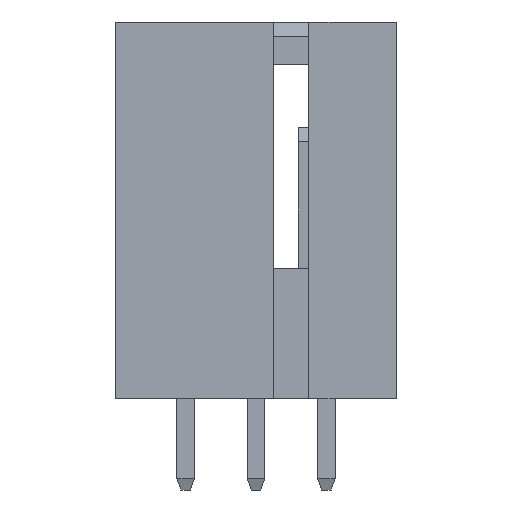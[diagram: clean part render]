
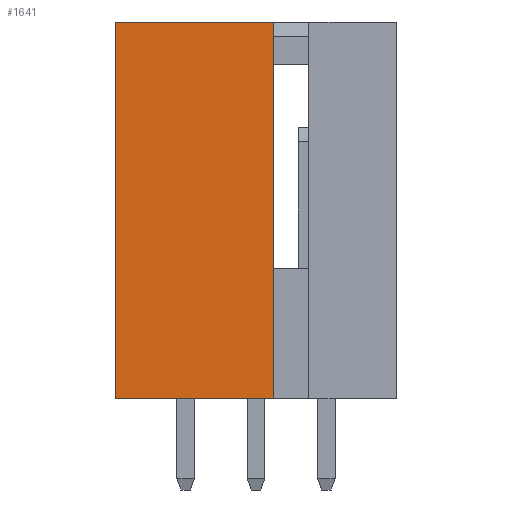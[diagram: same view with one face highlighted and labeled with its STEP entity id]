
A CAD part, front view. The second image highlights one B-rep face of the part: STEP entity #1641.
In plain terms, the highlighted planar face has unit normal (0, -1, 0).
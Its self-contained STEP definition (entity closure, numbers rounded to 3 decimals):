
#6 = ORIENTED_EDGE ( 'NONE', *, *, #1447, .F. ) ;
#70 = CARTESIAN_POINT ( 'NONE',  ( -5.08, -2.54, 0. ) ) ;
#76 = DIRECTION ( 'NONE',  ( 0., -1., 0. ) ) ;
#135 = DIRECTION ( 'NONE',  ( -1., 0., 0. ) ) ;
#190 = LINE ( 'NONE', #3217, #910 ) ;
#225 = EDGE_CURVE ( 'NONE', #1496, #3829, #962, .T. ) ;
#381 = AXIS2_PLACEMENT_3D ( 'NONE', #70, #76, #1924 ) ;
#910 = VECTOR ( 'NONE', #135, 1000. ) ;
#962 = LINE ( 'NONE', #3830, #2605 ) ;
#992 = CARTESIAN_POINT ( 'NONE',  ( 0.635, -2.54, -13.589 ) ) ;
#1225 = CARTESIAN_POINT ( 'NONE',  ( -5.08, -2.54, 0. ) ) ;
#1257 = ORIENTED_EDGE ( 'NONE', *, *, #3625, .T. ) ;
#1306 = VERTEX_POINT ( 'NONE', #992 ) ;
#1447 = EDGE_CURVE ( 'NONE', #1306, #3829, #190, .T. ) ;
#1496 = VERTEX_POINT ( 'NONE', #2267 ) ;
#1575 = VERTEX_POINT ( 'NONE', #1638 ) ;
#1638 = CARTESIAN_POINT ( 'NONE',  ( 0.635, -2.54, 0. ) ) ;
#1641 = ADVANCED_FACE ( 'NONE', ( #3860 ), #2139, .T. ) ;
#1867 = LINE ( 'NONE', #1225, #3417 ) ;
#1924 = DIRECTION ( 'NONE',  ( 0., 0., -1. ) ) ;
#1961 = CARTESIAN_POINT ( 'NONE',  ( -5.08, -2.54, -13.589 ) ) ;
#1971 = DIRECTION ( 'NONE',  ( 0., 0., -1. ) ) ;
#1998 = LINE ( 'NONE', #3112, #2630 ) ;
#2139 = PLANE ( 'NONE',  #381 ) ;
#2182 = DIRECTION ( 'NONE',  ( 0., 0., 1. ) ) ;
#2267 = CARTESIAN_POINT ( 'NONE',  ( -5.08, -2.54, 0. ) ) ;
#2426 = DIRECTION ( 'NONE',  ( -1., 0., 0. ) ) ;
#2566 = EDGE_CURVE ( 'NONE', #1575, #1496, #1867, .T. ) ;
#2605 = VECTOR ( 'NONE', #1971, 1000. ) ;
#2630 = VECTOR ( 'NONE', #2182, 1000. ) ;
#2791 = ORIENTED_EDGE ( 'NONE', *, *, #225, .T. ) ;
#3112 = CARTESIAN_POINT ( 'NONE',  ( 0.635, -2.54, 0. ) ) ;
#3217 = CARTESIAN_POINT ( 'NONE',  ( -5.08, -2.54, -13.589 ) ) ;
#3302 = ORIENTED_EDGE ( 'NONE', *, *, #2566, .T. ) ;
#3417 = VECTOR ( 'NONE', #2426, 1000. ) ;
#3521 = EDGE_LOOP ( 'NONE', ( #6, #1257, #3302, #2791 ) ) ;
#3625 = EDGE_CURVE ( 'NONE', #1306, #1575, #1998, .T. ) ;
#3829 = VERTEX_POINT ( 'NONE', #1961 ) ;
#3830 = CARTESIAN_POINT ( 'NONE',  ( -5.08, -2.54, 0. ) ) ;
#3860 = FACE_OUTER_BOUND ( 'NONE', #3521, .T. ) ;
